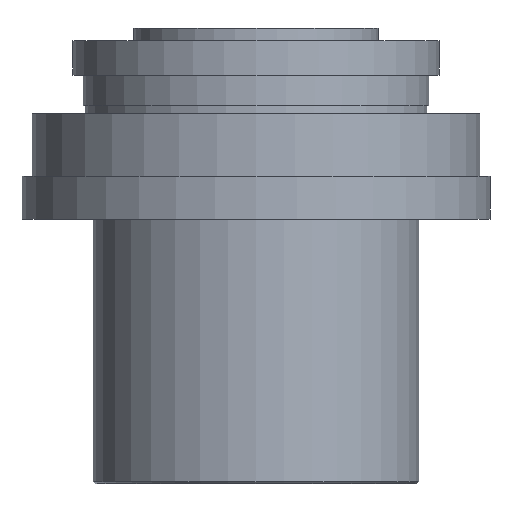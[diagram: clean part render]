
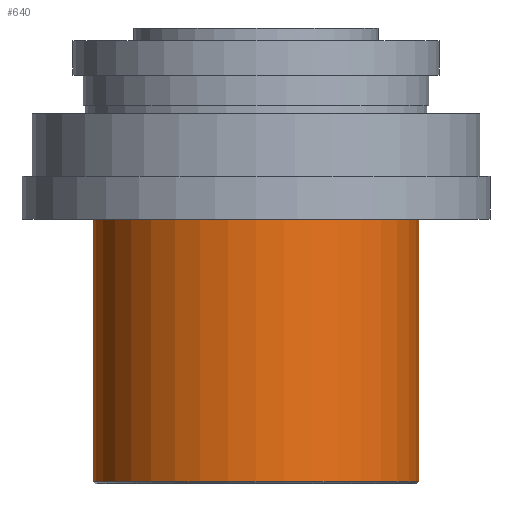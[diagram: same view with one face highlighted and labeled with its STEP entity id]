
A CAD part, front view. The second image highlights one B-rep face of the part: STEP entity #640.
In plain terms, the highlighted cylindrical face has radius 40 mm (diameter 80 mm), a full revolution.
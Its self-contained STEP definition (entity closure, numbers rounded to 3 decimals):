
#490=CYLINDRICAL_SURFACE('',#2534,40.);
#640=ADVANCED_FACE('',(#937,#938),#490,.T.);
#937=FACE_BOUND('',#1214,.T.);
#938=FACE_BOUND('',#1215,.T.);
#1214=EDGE_LOOP('',(#1716));
#1215=EDGE_LOOP('',(#1717));
#1716=ORIENTED_EDGE('',*,*,#2173,.T.);
#1717=ORIENTED_EDGE('',*,*,#1942,.T.);
#1739=VERTEX_POINT('',#3217);
#1922=VERTEX_POINT('',#3951);
#1942=EDGE_CURVE('',#1739,#1739,#2193,.T.);
#2173=EDGE_CURVE('',#1922,#1922,#2280,.T.);
#2193=CIRCLE('',#2310,40.);
#2280=CIRCLE('',#2533,40.);
#2310=AXIS2_PLACEMENT_3D('',#3216,#2594,#2595);
#2533=AXIS2_PLACEMENT_3D('',#3950,#3160,#3161);
#2534=AXIS2_PLACEMENT_3D('',#3952,#3162,#3163);
#2594=DIRECTION('',(0.,0.,-1.));
#2595=DIRECTION('',(1.,0.,0.));
#3160=DIRECTION('',(0.,0.,1.));
#3161=DIRECTION('',(-1.,0.,0.));
#3162=DIRECTION('',(0.,0.,1.));
#3163=DIRECTION('',(1.,0.,0.));
#3216=CARTESIAN_POINT('',(0.,0.,26.));
#3217=CARTESIAN_POINT('',(40.,0.,26.));
#3950=CARTESIAN_POINT('',(0.,0.,-38.5));
#3951=CARTESIAN_POINT('',(-40.,0.,-38.5));
#3952=CARTESIAN_POINT('',(0.,0.,-39.));
